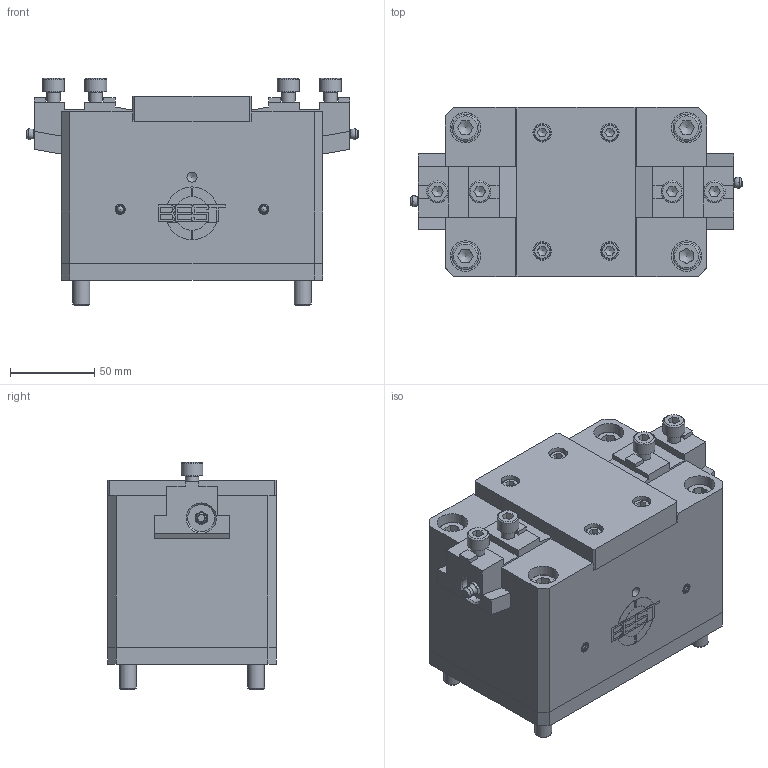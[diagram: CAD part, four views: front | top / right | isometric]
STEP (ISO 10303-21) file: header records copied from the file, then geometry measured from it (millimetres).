
FILE_DESCRIPTION(/* description */ ('Hydr. Ausgleichspanner BSH-AN-155'),/* implementation_level */ '2;1');
FILE_NAME(/* name */ '102-0155-001 Kunde (verstellbar).stp',/* time_stamp */ '2023-01-20T10:13:37+01:00',/* author */ ('Chiacchiera'),/* organization */ (''),/* preprocessor_version */ 'ST-DEVELOPER v19.2',/* originating_system */ 'Autodesk Inventor 2023',/* authorisation */ '');
FILE_SCHEMA (('AUTOMOTIVE_DESIGN { 1 0 10303 214 3 1 1 }'));
Length unit declared in the file: millimetre
Products named in the file (3): 102-0155-001 Kunde (verstellbar); 102-0155-001 Basis (verstellbar); 102-0155-001 Backe (verstellbar)
Assembly tree (3 placements, depth 2):
  102-0155-001 Kunde (verstellbar)
    102-0155-001 Basis (verstellbar)
    102-0155-001 Backe (verstellbar)  x2
Bounding box: 196.6 x 100 x 134.49 mm (x, y, z)
Volume: 1581965.7 mm3; surface area: 163678.8 mm2
Topology: 3 solids, 7 shells, 722 faces, 1802 edges, 1152 vertices
Faces by surface type: plane 468, cylinder 151, cone 67, torus 28, sphere 8
Full cylindrical faces by diameter (mm): 4 x6, 5 x2, 6 x7, 8 x5, 8.5 x8, 10 x20, 11 x12, 12 x6, 13 x4, 16 x6, 18 x4, 25 x3
Entity records: 19590 total; most frequent: CARTESIAN_POINT 3555, ORIENTED_EDGE 3156, DIRECTION 3150, EDGE_CURVE 1578, AXIS2_PLACEMENT_3D 1070, VERTEX_POINT 1025, LINE 1010, VECTOR 1010
